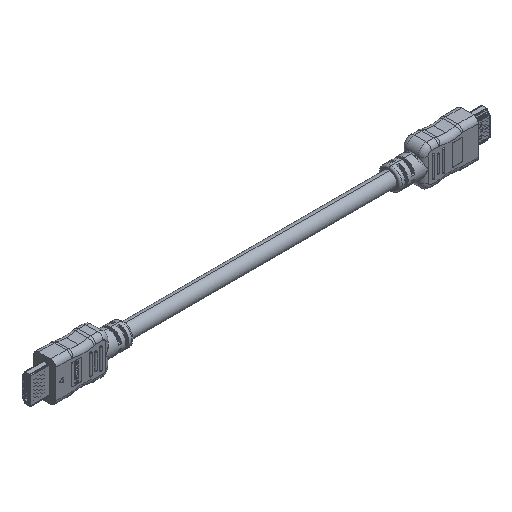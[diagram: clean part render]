
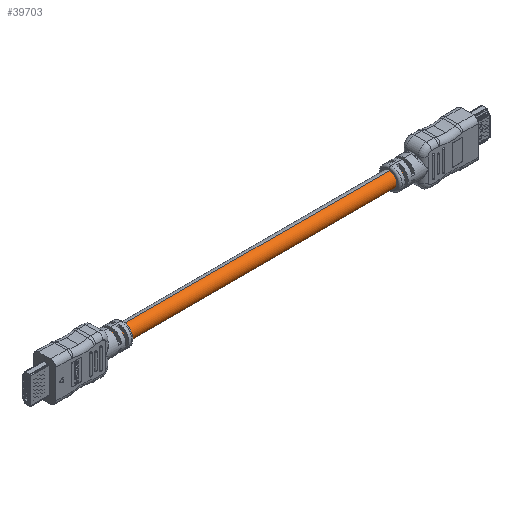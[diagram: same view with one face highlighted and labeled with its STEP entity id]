
A CAD part, isometric view. The second image highlights one B-rep face of the part: STEP entity #39703.
In plain terms, the highlighted cylindrical face has radius 3.65 mm (diameter 7.3 mm), a partial arc.
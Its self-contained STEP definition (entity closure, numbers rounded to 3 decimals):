
#5335 = DIRECTION ( 'NONE',  ( 0., 0., 1. ) ) ;
#7771 = DIRECTION ( 'NONE',  ( 1., 0., 0. ) ) ;
#8780 = AXIS2_PLACEMENT_3D ( 'NONE', #65472, #64937, #22955 ) ;
#16378 = DIRECTION ( 'NONE',  ( 0., 0., 1. ) ) ;
#16831 = FACE_OUTER_BOUND ( 'NONE', #32111, .T. ) ;
#17134 = CARTESIAN_POINT ( 'NONE',  ( -3.65, 0., -152.4 ) ) ;
#17497 = VECTOR ( 'NONE', #16378, 1000. ) ;
#18955 = VECTOR ( 'NONE', #49396, 1000. ) ;
#19198 = AXIS2_PLACEMENT_3D ( 'NONE', #37934, #31747, #7771 ) ;
#21470 = EDGE_CURVE ( 'NONE', #63218, #71192, #44291, .T. ) ;
#22955 = DIRECTION ( 'NONE',  ( 1., 0., 0. ) ) ;
#29221 = EDGE_CURVE ( 'NONE', #65466, #76643, #54739, .T. ) ;
#31747 = DIRECTION ( 'NONE',  ( 0., 0., 1. ) ) ;
#31867 = CARTESIAN_POINT ( 'NONE',  ( -3.65, 0., -152.4 ) ) ;
#32111 = EDGE_LOOP ( 'NONE', ( #49308, #46738, #52297, #62500 ) ) ;
#33067 = CYLINDRICAL_SURFACE ( 'NONE', #8780, 3.65 ) ;
#33128 = EDGE_CURVE ( 'NONE', #76643, #71192, #52833, .T. ) ;
#37557 = CARTESIAN_POINT ( 'NONE',  ( 3.65, 0., -152.4 ) ) ;
#37934 = CARTESIAN_POINT ( 'NONE',  ( 0., 0., 0. ) ) ;
#39703 = ADVANCED_FACE ( 'NONE', ( #16831 ), #33067, .T. ) ;
#41746 = AXIS2_PLACEMENT_3D ( 'NONE', #41940, #5335, #66497 ) ;
#41940 = CARTESIAN_POINT ( 'NONE',  ( 0., 0., -152.4 ) ) ;
#44291 = CIRCLE ( 'NONE', #19198, 3.65 ) ;
#45326 = CARTESIAN_POINT ( 'NONE',  ( -3.65, 0., 0. ) ) ;
#46738 = ORIENTED_EDGE ( 'NONE', *, *, #33128, .T. ) ;
#47627 = LINE ( 'NONE', #56087, #18955 ) ;
#47826 = CARTESIAN_POINT ( 'NONE',  ( 3.65, 0., 0. ) ) ;
#49308 = ORIENTED_EDGE ( 'NONE', *, *, #29221, .T. ) ;
#49396 = DIRECTION ( 'NONE',  ( 0., 0., 1. ) ) ;
#52297 = ORIENTED_EDGE ( 'NONE', *, *, #21470, .F. ) ;
#52833 = LINE ( 'NONE', #17134, #17497 ) ;
#54739 = CIRCLE ( 'NONE', #41746, 3.65 ) ;
#56087 = CARTESIAN_POINT ( 'NONE',  ( 3.65, 0., -152.4 ) ) ;
#62500 = ORIENTED_EDGE ( 'NONE', *, *, #74275, .F. ) ;
#63218 = VERTEX_POINT ( 'NONE', #47826 ) ;
#64937 = DIRECTION ( 'NONE',  ( 0., 0., 1. ) ) ;
#65466 = VERTEX_POINT ( 'NONE', #37557 ) ;
#65472 = CARTESIAN_POINT ( 'NONE',  ( 0., 0., -152.4 ) ) ;
#66497 = DIRECTION ( 'NONE',  ( 1., 0., 0. ) ) ;
#71192 = VERTEX_POINT ( 'NONE', #45326 ) ;
#74275 = EDGE_CURVE ( 'NONE', #65466, #63218, #47627, .T. ) ;
#76643 = VERTEX_POINT ( 'NONE', #31867 ) ;
